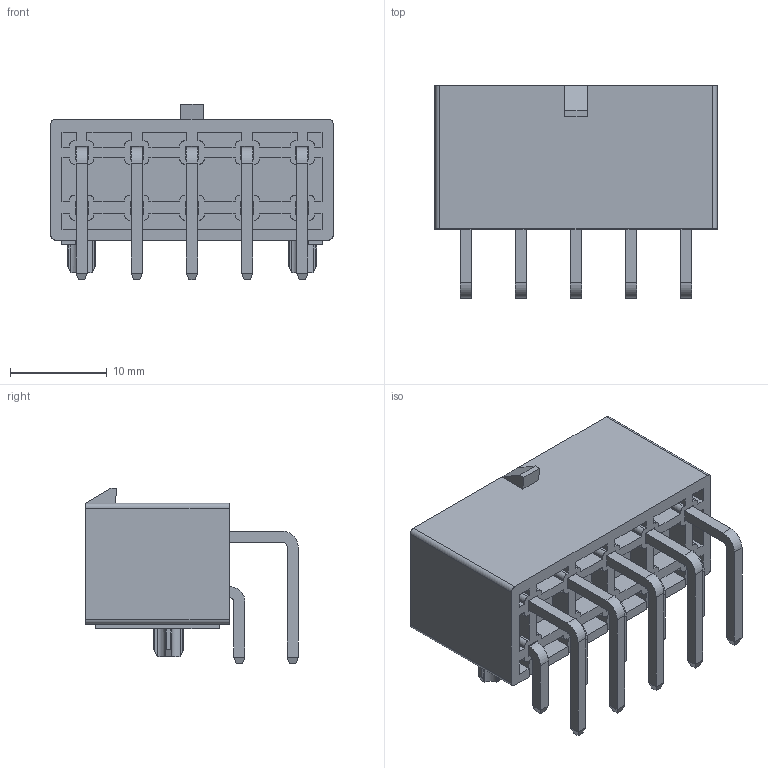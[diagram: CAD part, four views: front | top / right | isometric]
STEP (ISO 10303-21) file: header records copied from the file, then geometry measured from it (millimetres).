
FILE_DESCRIPTION(/* description */ ('Unknown'),/* implementation_level */ '2;1');
FILE_NAME(/* name */ 'J_Wurth_WR-MPC5_657010240101',/* time_stamp */ '2025-07-08T13:29:41+08:00',/* author */ ('Unknown'),/* organization */ ('Unknown'),/* preprocessor_version */ 'ST-DEVELOPER v19.4',/* originating_system */ 'Solid Edge',/* authorisation */ 'Unknown');
FILE_SCHEMA (('AUTOMOTIVE_DESIGN {1 0 10303 214 3 1 1}'));
Length unit declared in the file: millimetre
Products named in the file (2): J_Wurth_WR-MPC5_657010240101
Assembly tree (1 placements, depth 2):
  J_Wurth_WR-MPC5_657010240101
    J_Wurth_WR-MPC5_657010240101
Bounding box: 29.15 x 21.94 x 18.13 mm (x, y, z)
Volume: 2814.9 mm3; surface area: 5557.1 mm2
Topology: 1 solids, 1 shells, 722 faces, 1807 edges, 1131 vertices
Faces by surface type: plane 634, cylinder 88
Entity records: 26068 total; most frequent: CARTESIAN_POINT 3662, ORIENTED_EDGE 3614, DIRECTION 3443, EDGE_CURVE 1807, LINE 1619, VECTOR 1619, VERTEX_POINT 1131, AXIS2_PLACEMENT_3D 912
